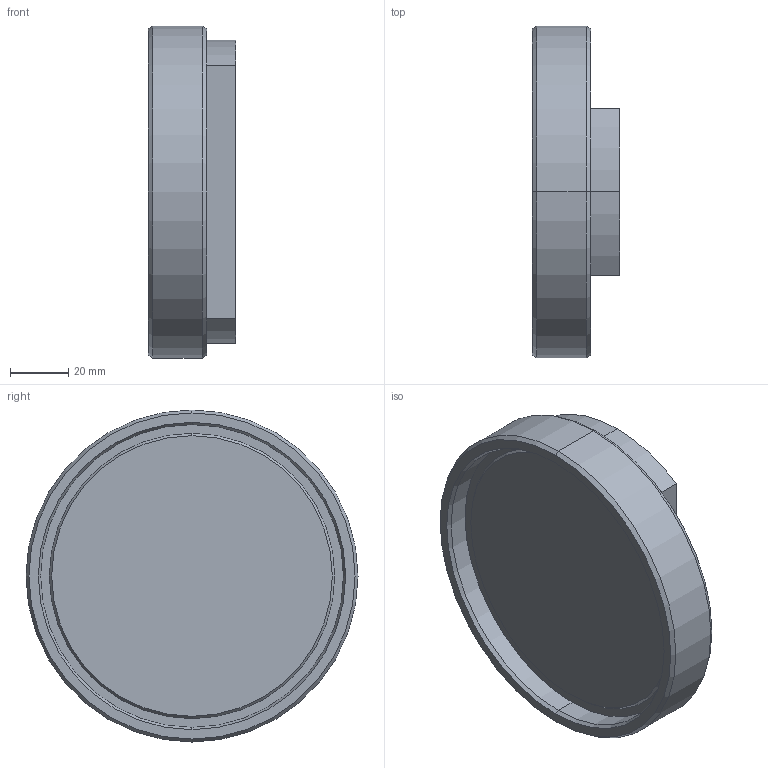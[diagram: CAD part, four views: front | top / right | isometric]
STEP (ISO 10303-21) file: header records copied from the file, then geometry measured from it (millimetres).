
FILE_DESCRIPTION (( 'STEP AP203' ), '1' );
FILE_NAME ('3D_R704_DN104_168041580.STEP', '2024-08-08T10:34:41', ( '' ), ( '' ), 'SwSTEP 2.0', 'SolidWorks 2024', '' );
FILE_SCHEMA (( 'CONFIG_CONTROL_DESIGN' ));
Length unit declared in the file: millimetre
Products named in the file (1): 3D_R704_DN104_168041580
Bounding box: 30 x 114 x 114 mm (x, y, z)
Volume: 198774.3 mm3; surface area: 32638 mm2
Topology: 1 solids, 1 shells, 22 faces, 45 edges, 28 vertices
Faces by surface type: cone 8, cylinder 7, plane 7
Entity records: 662 total; most frequent: DIRECTION 115, CARTESIAN_POINT 96, ORIENTED_EDGE 90, AXIS2_PLACEMENT_3D 47, EDGE_CURVE 45, VERTEX_POINT 28, EDGE_LOOP 25, CIRCLE 24
